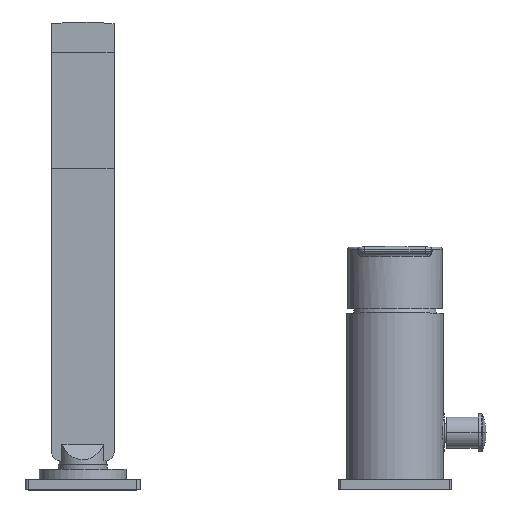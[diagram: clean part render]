
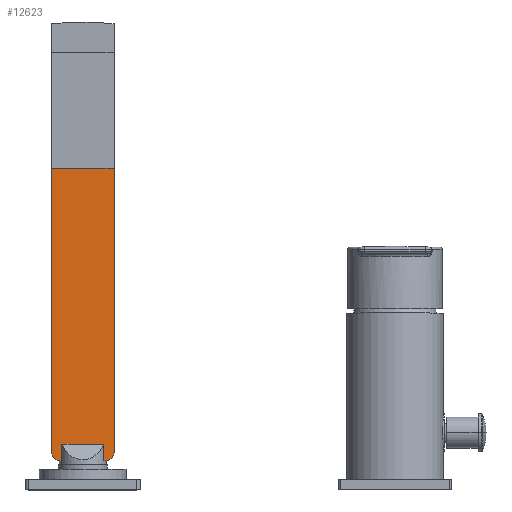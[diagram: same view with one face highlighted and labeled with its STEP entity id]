
A CAD part, top view. The second image highlights one B-rep face of the part: STEP entity #12623.
In plain terms, the highlighted planar face has unit normal (0, 0, 1).
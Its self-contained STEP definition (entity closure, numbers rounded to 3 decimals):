
#11985=DIRECTION('',(0.,-1.,0.));
#11986=VECTOR('',#11985,136.5);
#11987=CARTESIAN_POINT('',(-135.,149.5,5.));
#11988=LINE('',#11987,#11986);
#11989=CARTESIAN_POINT('',(-139.,13.,5.));
#11990=DIRECTION('',(0.,0.,-1.));
#11991=DIRECTION('',(1.,0.,0.));
#11992=AXIS2_PLACEMENT_3D('',#11989,#11990,#11991);
#11994=DIRECTION('',(0.,1.,0.));
#11995=VECTOR('',#11994,8.);
#11996=CARTESIAN_POINT('',(-139.922,9.,5.));
#11997=LINE('',#11996,#11995);
#11998=CARTESIAN_POINT('',(-161.,13.,5.));
#11999=DIRECTION('',(0.,0.,-1.));
#12000=DIRECTION('',(0.,-1.,0.));
#12001=AXIS2_PLACEMENT_3D('',#11998,#11999,#12000);
#12003=DIRECTION('',(0.,1.,0.));
#12004=VECTOR('',#12003,136.5);
#12005=CARTESIAN_POINT('',(-165.,13.,5.));
#12006=LINE('',#12005,#12004);
#12007=DIRECTION('',(1.,0.,0.));
#12008=VECTOR('',#12007,30.);
#12009=CARTESIAN_POINT('',(-165.,149.5,5.));
#12010=LINE('',#12009,#12008);
#12033=DIRECTION('',(0.,1.,0.));
#12034=VECTOR('',#12033,8.);
#12035=CARTESIAN_POINT('',(-160.078,9.,5.));
#12036=LINE('',#12035,#12034);
#12323=DIRECTION('',(1.,0.,0.));
#12324=VECTOR('',#12323,0.922);
#12325=CARTESIAN_POINT('',(-161.,9.,5.));
#12326=LINE('',#12325,#12324);
#12332=DIRECTION('',(1.,0.,0.));
#12333=VECTOR('',#12332,20.156);
#12334=CARTESIAN_POINT('',(-160.078,17.,5.));
#12335=LINE('',#12334,#12333);
#12345=DIRECTION('',(1.,0.,0.));
#12346=VECTOR('',#12345,0.922);
#12347=CARTESIAN_POINT('',(-139.922,9.,5.));
#12348=LINE('',#12347,#12346);
#12418=CARTESIAN_POINT('',(-161.,9.,5.));
#12420=VERTEX_POINT('',#12418);
#12425=CARTESIAN_POINT('',(-165.,13.,5.));
#12427=VERTEX_POINT('',#12425);
#12429=CARTESIAN_POINT('',(-160.078,9.,5.));
#12430=VERTEX_POINT('',#12429);
#12436=CARTESIAN_POINT('',(-139.,9.,5.));
#12438=VERTEX_POINT('',#12436);
#12441=CARTESIAN_POINT('',(-135.,13.,5.));
#12443=VERTEX_POINT('',#12441);
#12446=CARTESIAN_POINT('',(-139.922,9.,5.));
#12447=VERTEX_POINT('',#12446);
#12450=CARTESIAN_POINT('',(-165.,149.5,5.));
#12451=CARTESIAN_POINT('',(-135.,149.5,5.));
#12452=VERTEX_POINT('',#12450);
#12453=VERTEX_POINT('',#12451);
#12462=CARTESIAN_POINT('',(-160.078,17.,5.));
#12463=CARTESIAN_POINT('',(-139.922,17.,5.));
#12464=VERTEX_POINT('',#12462);
#12465=VERTEX_POINT('',#12463);
#12598=CARTESIAN_POINT('',(-162.539,13.,5.));
#12599=DIRECTION('',(0.,0.,-1.));
#12600=DIRECTION('',(-1.,0.,0.));
#12601=AXIS2_PLACEMENT_3D('',#12598,#12599,#12600);
#12602=PLANE('',#12601);
#12603=ORIENTED_EDGE('',*,*,#12514,.T.);
#12605=ORIENTED_EDGE('',*,*,#12604,.T.);
#12607=ORIENTED_EDGE('',*,*,#12606,.F.);
#12609=ORIENTED_EDGE('',*,*,#12608,.T.);
#12611=ORIENTED_EDGE('',*,*,#12610,.F.);
#12613=ORIENTED_EDGE('',*,*,#12612,.F.);
#12615=ORIENTED_EDGE('',*,*,#12614,.F.);
#12617=ORIENTED_EDGE('',*,*,#12616,.T.);
#12618=ORIENTED_EDGE('',*,*,#12574,.T.);
#12620=ORIENTED_EDGE('',*,*,#12619,.T.);
#12621=EDGE_LOOP('',(#12603,#12605,#12607,#12609,#12611,#12613,#12615,#12617,
#12618,#12620));
#12622=FACE_OUTER_BOUND('',#12621,.F.);
#12623=ADVANCED_FACE('',(#12622),#12602,.F.);
#11993=CIRCLE('',#11992,4.);
#12002=CIRCLE('',#12001,4.);
#12514=EDGE_CURVE('',#12453,#12443,#11988,.T.);
#12574=EDGE_CURVE('',#12427,#12452,#12006,.T.);
#12604=EDGE_CURVE('',#12443,#12438,#11993,.T.);
#12606=EDGE_CURVE('',#12447,#12438,#12348,.T.);
#12608=EDGE_CURVE('',#12447,#12465,#11997,.T.);
#12610=EDGE_CURVE('',#12464,#12465,#12335,.T.);
#12612=EDGE_CURVE('',#12430,#12464,#12036,.T.);
#12614=EDGE_CURVE('',#12420,#12430,#12326,.T.);
#12616=EDGE_CURVE('',#12420,#12427,#12002,.T.);
#12619=EDGE_CURVE('',#12452,#12453,#12010,.T.);
